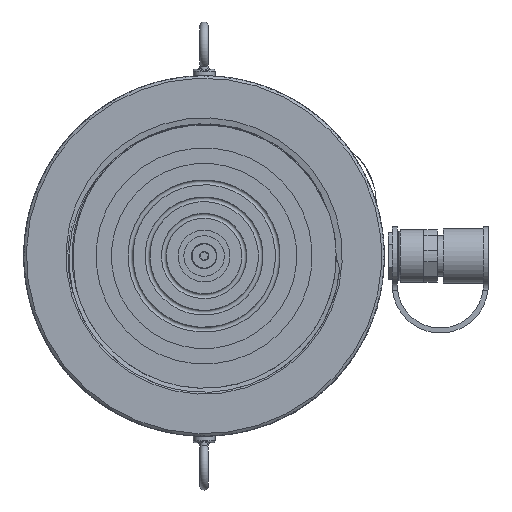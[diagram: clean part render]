
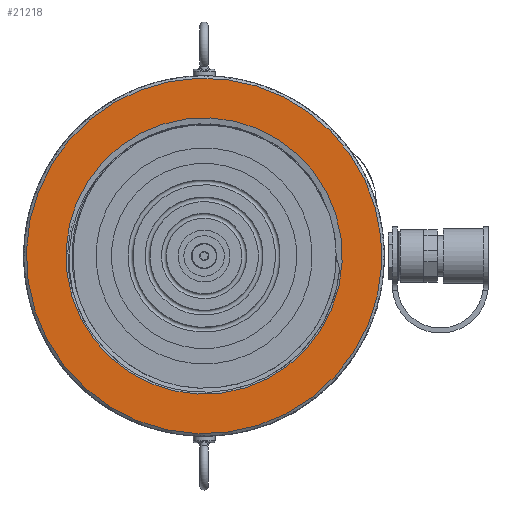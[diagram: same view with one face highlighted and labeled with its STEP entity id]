
A CAD part, left-side view. The second image highlights one B-rep face of the part: STEP entity #21218.
In plain terms, the highlighted planar face has unit normal (-1, 0, 0).
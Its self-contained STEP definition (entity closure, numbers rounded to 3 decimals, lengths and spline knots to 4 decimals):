
#6636 = DIRECTION ( 'NONE',  ( 1., 0., 0. ) ) ;
#21218 = ADVANCED_FACE ( 'NONE', ( #144249, #124452 ), #26466, .F. ) ;
#26241 = CARTESIAN_POINT ( 'NONE',  ( -5.716, -3.366, -0.7568 ) ) ;
#26466 = PLANE ( 'NONE',  #87920 ) ;
#31689 = CARTESIAN_POINT ( 'NONE',  ( -5.716, -0.9739, 4.3319 ) ) ;
#67511 = DIRECTION ( 'NONE',  ( 0., 0.976, 0.219 ) ) ;
#80551 = VERTEX_POINT ( 'NONE', #137536 ) ;
#87920 = AXIS2_PLACEMENT_3D ( 'NONE', #31689, #6636, #67511 ) ;
#94434 = CIRCLE ( 'NONE', #259342, 3.45 ) ;
#100562 = EDGE_CURVE ( 'NONE', #80551, #80551, #153699, .T. ) ;
#111608 = DIRECTION ( 'NONE',  ( 0., -0.976, -0.219 ) ) ;
#124452 = FACE_OUTER_BOUND ( 'NONE', #184883, .T. ) ;
#124836 = DIRECTION ( 'NONE',  ( -1., 0., 0. ) ) ;
#126827 = VERTEX_POINT ( 'NONE', #26241 ) ;
#131395 = DIRECTION ( 'NONE',  ( -1., 0., 0. ) ) ;
#137536 = CARTESIAN_POINT ( 'NONE',  ( -5.716, -4.3319, -0.9739 ) ) ;
#138072 = ORIENTED_EDGE ( 'NONE', *, *, #100562, .T. ) ;
#144249 = FACE_BOUND ( 'NONE', #196018, .T. ) ;
#153699 = CIRCLE ( 'NONE', #187416, 4.44 ) ;
#184883 = EDGE_LOOP ( 'NONE', ( #138072 ) ) ;
#187416 = AXIS2_PLACEMENT_3D ( 'NONE', #253195, #131395, #111608 ) ;
#196018 = EDGE_LOOP ( 'NONE', ( #248921 ) ) ;
#229394 = DIRECTION ( 'NONE',  ( 0., -0.976, -0.219 ) ) ;
#234502 = EDGE_CURVE ( 'NONE', #126827, #126827, #94434, .T. ) ;
#245309 = CARTESIAN_POINT ( 'NONE',  ( -5.716, 0., 0. ) ) ;
#248921 = ORIENTED_EDGE ( 'NONE', *, *, #234502, .F. ) ;
#253195 = CARTESIAN_POINT ( 'NONE',  ( -5.716, 0., 0. ) ) ;
#259342 = AXIS2_PLACEMENT_3D ( 'NONE', #245309, #124836, #229394 ) ;
